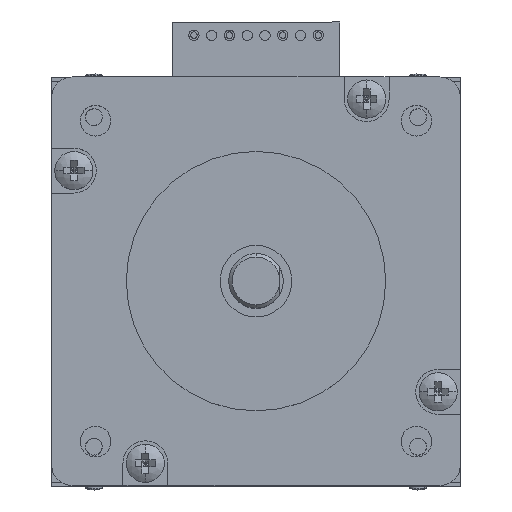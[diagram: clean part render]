
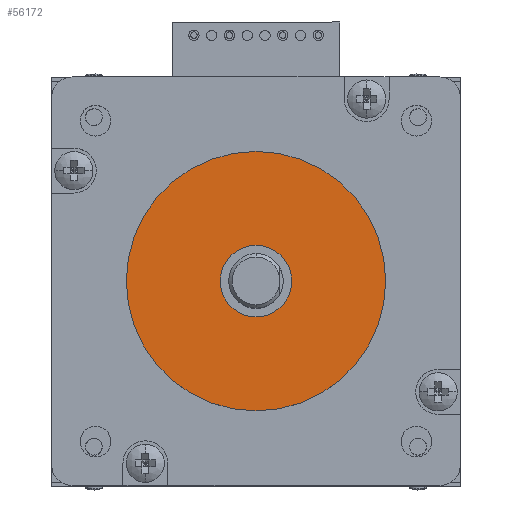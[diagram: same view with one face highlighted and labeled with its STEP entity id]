
A CAD part, top view. The second image highlights one B-rep face of the part: STEP entity #56172.
In plain terms, the highlighted face is planar.
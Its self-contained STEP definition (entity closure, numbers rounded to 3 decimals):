
#1824 = CARTESIAN_POINT ( 'NONE',  ( -19.05, 0., -20.1 ) ) ;
#3882 = CIRCLE ( 'NONE', #49995, 5.25 ) ;
#4419 = EDGE_LOOP ( 'NONE', ( #23161, #50496 ) ) ;
#4752 = CARTESIAN_POINT ( 'NONE',  ( 19.832, 19.812, -20.1 ) ) ;
#5045 = EDGE_CURVE ( 'NONE', #51663, #24044, #21816, .T. ) ;
#5345 = EDGE_CURVE ( 'NONE', #37083, #35348, #41199, .T. ) ;
#7010 = CARTESIAN_POINT ( 'NONE',  ( 0., 0., -20.1 ) ) ;
#7326 = EDGE_CURVE ( 'NONE', #35348, #37083, #21731, .T. ) ;
#9975 = DIRECTION ( 'NONE',  ( -1., 0., 0. ) ) ;
#11646 = AXIS2_PLACEMENT_3D ( 'NONE', #62104, #30863, #67323 ) ;
#12256 = DIRECTION ( 'NONE',  ( -1., 0., 0. ) ) ;
#14664 = CARTESIAN_POINT ( 'NONE',  ( -5.25, 0., -20.1 ) ) ;
#16518 = CARTESIAN_POINT ( 'NONE',  ( 19.05, 0., -20.1 ) ) ;
#20237 = PLANE ( 'NONE',  #41140 ) ;
#21105 = CARTESIAN_POINT ( 'NONE',  ( 5.25, 0., -20.1 ) ) ;
#21731 = CIRCLE ( 'NONE', #50233, 19.05 ) ;
#21816 = CIRCLE ( 'NONE', #45550, 5.25 ) ;
#23161 = ORIENTED_EDGE ( 'NONE', *, *, #7326, .F. ) ;
#24044 = VERTEX_POINT ( 'NONE', #21105 ) ;
#26155 = EDGE_LOOP ( 'NONE', ( #63033, #35448 ) ) ;
#26985 = DIRECTION ( 'NONE',  ( 0., 0., 1. ) ) ;
#27686 = FACE_BOUND ( 'NONE', #26155, .T. ) ;
#28218 = CARTESIAN_POINT ( 'NONE',  ( 0., 0., -20.1 ) ) ;
#30863 = DIRECTION ( 'NONE',  ( 0., 0., 1. ) ) ;
#33413 = DIRECTION ( 'NONE',  ( -1., 0., 0. ) ) ;
#35348 = VERTEX_POINT ( 'NONE', #1824 ) ;
#35448 = ORIENTED_EDGE ( 'NONE', *, *, #39535, .T. ) ;
#37083 = VERTEX_POINT ( 'NONE', #16518 ) ;
#39535 = EDGE_CURVE ( 'NONE', #24044, #51663, #3882, .T. ) ;
#41081 = DIRECTION ( 'NONE',  ( 0., 0., -1. ) ) ;
#41140 = AXIS2_PLACEMENT_3D ( 'NONE', #4752, #41081, #9975 ) ;
#41199 = CIRCLE ( 'NONE', #11646, 19.05 ) ;
#41468 = FACE_OUTER_BOUND ( 'NONE', #4419, .T. ) ;
#43329 = DIRECTION ( 'NONE',  ( 0., 0., 1. ) ) ;
#45550 = AXIS2_PLACEMENT_3D ( 'NONE', #28218, #64627, #33413 ) ;
#49995 = AXIS2_PLACEMENT_3D ( 'NONE', #7010, #43329, #12256 ) ;
#50233 = AXIS2_PLACEMENT_3D ( 'NONE', #58170, #26985, #63444 ) ;
#50496 = ORIENTED_EDGE ( 'NONE', *, *, #5345, .F. ) ;
#51663 = VERTEX_POINT ( 'NONE', #14664 ) ;
#56172 = ADVANCED_FACE ( 'NONE', ( #41468, #27686 ), #20237, .T. ) ;
#58170 = CARTESIAN_POINT ( 'NONE',  ( 0., 0., -20.1 ) ) ;
#62104 = CARTESIAN_POINT ( 'NONE',  ( 0., 0., -20.1 ) ) ;
#63033 = ORIENTED_EDGE ( 'NONE', *, *, #5045, .T. ) ;
#63444 = DIRECTION ( 'NONE',  ( -1., 0., 0. ) ) ;
#64627 = DIRECTION ( 'NONE',  ( 0., 0., 1. ) ) ;
#67323 = DIRECTION ( 'NONE',  ( -1., 0., 0. ) ) ;
